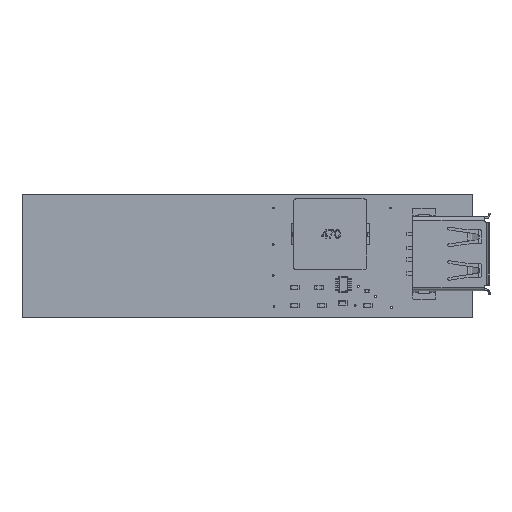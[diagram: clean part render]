
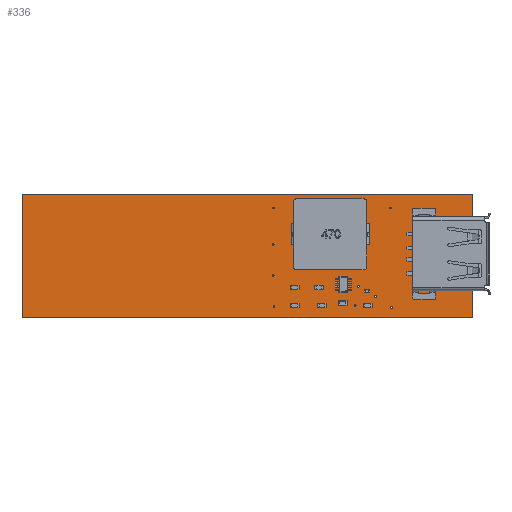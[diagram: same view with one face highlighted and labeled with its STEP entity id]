
A CAD part, top view. The second image highlights one B-rep face of the part: STEP entity #336.
In plain terms, the highlighted planar face has unit normal (0, 0, 1).
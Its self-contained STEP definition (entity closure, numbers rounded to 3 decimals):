
#75 = VERTEX_POINT('',#76);
#76 = CARTESIAN_POINT('',(30.724,-6.302,1.6
    ));
#82 = EDGE_CURVE('',#75,#83,#85,.T.);
#83 = VERTEX_POINT('',#84);
#84 = CARTESIAN_POINT('',(-49.25,-6.302,1.6
    ));
#85 = LINE('',#86,#87);
#86 = CARTESIAN_POINT('',(30.724,-6.302,1.6
    ));
#87 = VECTOR('',#88,1.);
#88 = DIRECTION('',(-1.,0.,0.));
#115 = VERTEX_POINT('',#116);
#116 = CARTESIAN_POINT('',(30.724,-6.201,
    1.6));
#122 = EDGE_CURVE('',#115,#75,#123,.T.);
#123 = LINE('',#124,#125);
#124 = CARTESIAN_POINT('',(30.724,-6.201,
    1.6));
#125 = VECTOR('',#126,1.);
#126 = DIRECTION('',(0.,-1.,0.));
#144 = EDGE_CURVE('',#83,#145,#147,.T.);
#145 = VERTEX_POINT('',#146);
#146 = CARTESIAN_POINT('',(-49.25,15.673,
    1.6));
#147 = LINE('',#148,#149);
#148 = CARTESIAN_POINT('',(-49.25,-6.302,
    1.6));
#149 = VECTOR('',#150,1.);
#150 = DIRECTION('',(0.,1.,0.));
#336 = ADVANCED_FACE('',(#337,#365,#376,#387,#398,#409,#420,#431,#442,
    #453,#464,#475,#486),#497,.F.);
#337 = FACE_BOUND('',#338,.F.);
#338 = EDGE_LOOP('',(#339,#340,#341,#349,#357,#364));
#339 = ORIENTED_EDGE('',*,*,#82,.T.);
#340 = ORIENTED_EDGE('',*,*,#144,.T.);
#341 = ORIENTED_EDGE('',*,*,#342,.T.);
#342 = EDGE_CURVE('',#145,#343,#345,.T.);
#343 = VERTEX_POINT('',#344);
#344 = CARTESIAN_POINT('',(30.721,15.673,
    1.6));
#345 = LINE('',#346,#347);
#346 = CARTESIAN_POINT('',(-49.25,15.673,
    1.6));
#347 = VECTOR('',#348,1.);
#348 = DIRECTION('',(1.,0.,0.));
#349 = ORIENTED_EDGE('',*,*,#350,.T.);
#350 = EDGE_CURVE('',#343,#351,#353,.T.);
#351 = VERTEX_POINT('',#352);
#352 = CARTESIAN_POINT('',(30.724,-6.198,
    1.6));
#353 = LINE('',#354,#355);
#354 = CARTESIAN_POINT('',(30.721,15.673,
    1.6));
#355 = VECTOR('',#356,1.);
#356 = DIRECTION('',(0.,-1.,0.));
#357 = ORIENTED_EDGE('',*,*,#358,.T.);
#358 = EDGE_CURVE('',#351,#115,#359,.T.);
#359 = CIRCLE('',#360,0.013);
#360 = AXIS2_PLACEMENT_3D('',#361,#362,#363);
#361 = CARTESIAN_POINT('',(30.737,-6.201,
    1.6));
#362 = DIRECTION('',(0.,0.,1.));
#363 = DIRECTION('',(-0.985,0.171,0.));
#364 = ORIENTED_EDGE('',*,*,#122,.T.);
#365 = FACE_BOUND('',#366,.F.);
#366 = EDGE_LOOP('',(#367));
#367 = ORIENTED_EDGE('',*,*,#368,.T.);
#368 = EDGE_CURVE('',#369,#369,#371,.T.);
#369 = VERTEX_POINT('',#370);
#370 = CARTESIAN_POINT('',(16.408,-4.445,
    1.6));
#371 = CIRCLE('',#372,0.152);
#372 = AXIS2_PLACEMENT_3D('',#373,#374,#375);
#373 = CARTESIAN_POINT('',(16.256,-4.445,
    1.6));
#374 = DIRECTION('',(0.,0.,1.));
#375 = DIRECTION('',(1.,0.,-0.));
#376 = FACE_BOUND('',#377,.F.);
#377 = EDGE_LOOP('',(#378));
#378 = ORIENTED_EDGE('',*,*,#379,.T.);
#379 = EDGE_CURVE('',#380,#380,#382,.T.);
#380 = VERTEX_POINT('',#381);
#381 = CARTESIAN_POINT('',(13.615,-2.502,
    1.6));
#382 = CIRCLE('',#383,0.152);
#383 = AXIS2_PLACEMENT_3D('',#384,#385,#386);
#384 = CARTESIAN_POINT('',(13.462,-2.502,1.6
    ));
#385 = DIRECTION('',(0.,0.,1.));
#386 = DIRECTION('',(1.,0.,-0.));
#387 = FACE_BOUND('',#388,.F.);
#388 = EDGE_LOOP('',(#389));
#389 = ORIENTED_EDGE('',*,*,#390,.T.);
#390 = EDGE_CURVE('',#391,#391,#393,.T.);
#391 = VERTEX_POINT('',#392);
#392 = CARTESIAN_POINT('',(10.,-4.064,1.6
    ));
#393 = CIRCLE('',#394,0.152);
#394 = AXIS2_PLACEMENT_3D('',#395,#396,#397);
#395 = CARTESIAN_POINT('',(9.847,-4.064,1.6
    ));
#396 = DIRECTION('',(0.,0.,1.));
#397 = DIRECTION('',(1.,0.,-0.));
#398 = FACE_BOUND('',#399,.F.);
#399 = EDGE_LOOP('',(#400));
#400 = ORIENTED_EDGE('',*,*,#401,.T.);
#401 = EDGE_CURVE('',#402,#402,#404,.T.);
#402 = VERTEX_POINT('',#403);
#403 = CARTESIAN_POINT('',(10.566,-0.706,
    1.6));
#404 = CIRCLE('',#405,0.152);
#405 = AXIS2_PLACEMENT_3D('',#406,#407,#408);
#406 = CARTESIAN_POINT('',(10.414,-0.706,
    1.6));
#407 = DIRECTION('',(0.,0.,1.));
#408 = DIRECTION('',(1.,0.,-0.));
#409 = FACE_BOUND('',#410,.F.);
#410 = EDGE_LOOP('',(#411));
#411 = ORIENTED_EDGE('',*,*,#412,.T.);
#412 = EDGE_CURVE('',#413,#413,#415,.T.);
#413 = VERTEX_POINT('',#414);
#414 = CARTESIAN_POINT('',(24.007,2.58,1.6)
  );
#415 = CIRCLE('',#416,0.325);
#416 = AXIS2_PLACEMENT_3D('',#417,#418,#419);
#417 = CARTESIAN_POINT('',(23.682,2.58,1.6)
  );
#418 = DIRECTION('',(0.,0.,1.));
#419 = DIRECTION('',(1.,0.,-0.));
#420 = FACE_BOUND('',#421,.F.);
#421 = EDGE_LOOP('',(#422));
#422 = ORIENTED_EDGE('',*,*,#423,.T.);
#423 = EDGE_CURVE('',#424,#424,#426,.T.);
#424 = VERTEX_POINT('',#425);
#425 = CARTESIAN_POINT('',(-4.42,-4.318,
    1.6));
#426 = CIRCLE('',#427,0.152);
#427 = AXIS2_PLACEMENT_3D('',#428,#429,#430);
#428 = CARTESIAN_POINT('',(-4.572,-4.318,
    1.6));
#429 = DIRECTION('',(0.,0.,1.));
#430 = DIRECTION('',(1.,0.,-0.));
#431 = FACE_BOUND('',#432,.F.);
#432 = EDGE_LOOP('',(#433));
#433 = ORIENTED_EDGE('',*,*,#434,.T.);
#434 = EDGE_CURVE('',#435,#435,#437,.T.);
#435 = VERTEX_POINT('',#436);
#436 = CARTESIAN_POINT('',(4.089,4.191,1.6)
  );
#437 = CIRCLE('',#438,0.152);
#438 = AXIS2_PLACEMENT_3D('',#439,#440,#441);
#439 = CARTESIAN_POINT('',(3.937,4.191,1.6)
  );
#440 = DIRECTION('',(0.,0.,1.));
#441 = DIRECTION('',(1.,0.,-0.));
#442 = FACE_BOUND('',#443,.F.);
#443 = EDGE_LOOP('',(#444));
#444 = ORIENTED_EDGE('',*,*,#445,.T.);
#445 = EDGE_CURVE('',#446,#446,#448,.T.);
#446 = VERTEX_POINT('',#447);
#447 = CARTESIAN_POINT('',(-4.547,1.27,1.6
    ));
#448 = CIRCLE('',#449,0.152);
#449 = AXIS2_PLACEMENT_3D('',#450,#451,#452);
#450 = CARTESIAN_POINT('',(-4.699,1.27,1.6
    ));
#451 = DIRECTION('',(0.,0.,1.));
#452 = DIRECTION('',(1.,0.,-0.));
#453 = FACE_BOUND('',#454,.F.);
#454 = EDGE_LOOP('',(#455));
#455 = ORIENTED_EDGE('',*,*,#456,.T.);
#456 = EDGE_CURVE('',#457,#457,#459,.T.);
#457 = VERTEX_POINT('',#458);
#458 = CARTESIAN_POINT('',(24.007,7.58,1.6)
  );
#459 = CIRCLE('',#460,0.325);
#460 = AXIS2_PLACEMENT_3D('',#461,#462,#463);
#461 = CARTESIAN_POINT('',(23.682,7.58,1.6)
  );
#462 = DIRECTION('',(0.,0.,1.));
#463 = DIRECTION('',(1.,0.,-0.));
#464 = FACE_BOUND('',#465,.F.);
#465 = EDGE_LOOP('',(#466));
#466 = ORIENTED_EDGE('',*,*,#467,.T.);
#467 = EDGE_CURVE('',#468,#468,#470,.T.);
#468 = VERTEX_POINT('',#469);
#469 = CARTESIAN_POINT('',(16.281,13.208,
    1.6));
#470 = CIRCLE('',#471,0.152);
#471 = AXIS2_PLACEMENT_3D('',#472,#473,#474);
#472 = CARTESIAN_POINT('',(16.129,13.208,
    1.6));
#473 = DIRECTION('',(0.,0.,1.));
#474 = DIRECTION('',(1.,0.,-0.));
#475 = FACE_BOUND('',#476,.F.);
#476 = EDGE_LOOP('',(#477));
#477 = ORIENTED_EDGE('',*,*,#478,.T.);
#478 = EDGE_CURVE('',#479,#479,#481,.T.);
#479 = VERTEX_POINT('',#480);
#480 = CARTESIAN_POINT('',(-4.547,6.731,1.6
    ));
#481 = CIRCLE('',#482,0.152);
#482 = AXIS2_PLACEMENT_3D('',#483,#484,#485);
#483 = CARTESIAN_POINT('',(-4.699,6.731,1.6
    ));
#484 = DIRECTION('',(0.,0.,1.));
#485 = DIRECTION('',(1.,0.,-0.));
#486 = FACE_BOUND('',#487,.F.);
#487 = EDGE_LOOP('',(#488));
#488 = ORIENTED_EDGE('',*,*,#489,.T.);
#489 = EDGE_CURVE('',#490,#490,#492,.T.);
#490 = VERTEX_POINT('',#491);
#491 = CARTESIAN_POINT('',(-4.547,13.208,
    1.6));
#492 = CIRCLE('',#493,0.152);
#493 = AXIS2_PLACEMENT_3D('',#494,#495,#496);
#494 = CARTESIAN_POINT('',(-4.699,13.208,
    1.6));
#495 = DIRECTION('',(0.,0.,1.));
#496 = DIRECTION('',(1.,0.,-0.));
#497 = PLANE('',#498);
#498 = AXIS2_PLACEMENT_3D('',#499,#500,#501);
#499 = CARTESIAN_POINT('',(-9.264,4.685,1.6
    ));
#500 = DIRECTION('',(-0.,-0.,-1.));
#501 = DIRECTION('',(-1.,0.,0.));
